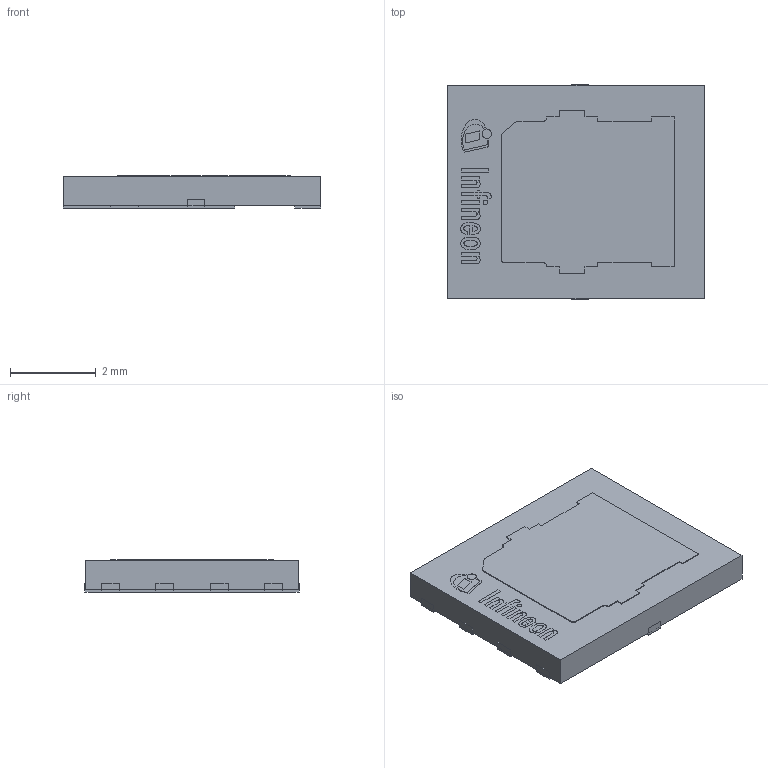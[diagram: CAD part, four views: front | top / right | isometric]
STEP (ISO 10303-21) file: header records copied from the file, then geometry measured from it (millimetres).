
FILE_DESCRIPTION(/* description */ (''),/* implementation_level */ '2;1');
FILE_NAME(/* name */ 'PG-WHSON-8-2_Z8B00242872_V01_3D.stp',/* time_stamp */ '2023-03-03T12:07:29+06:00',/* author */ ('Subramani'),/* organization */ (''),/* preprocessor_version */ 'ST-DEVELOPER v16.13',/* originating_system */ 'AutoCAD Mechanical',/* authorisation */ '');
FILE_SCHEMA (('AUTOMOTIVE_DESIGN { 1 0 10303 214 3 1 1 }'));
Length unit declared in the file: millimetre
Products named in the file (1): Product
Bounding box: 6 x 5 x 0.75 mm (x, y, z)
Surface area: 142.6 mm2
Topology: 17 solids, 17 shells, 199 faces, 495 edges, 330 vertices
Faces by surface type: plane 174, bspline 18, cylinder 7
Full cylindrical faces by diameter (mm): 0.107 x1, 0.219 x1
Entity records: 6022 total; most frequent: CARTESIAN_POINT 1393, ORIENTED_EDGE 986, DIRECTION 835, EDGE_CURVE 493, LINE 443, VECTOR 443, VERTEX_POINT 330, EDGE_LOOP 205
